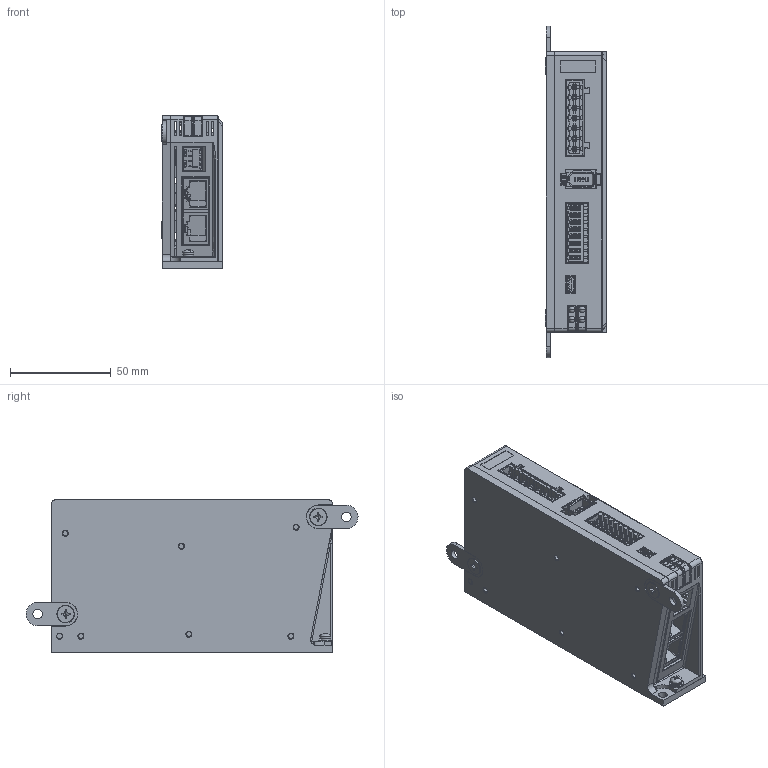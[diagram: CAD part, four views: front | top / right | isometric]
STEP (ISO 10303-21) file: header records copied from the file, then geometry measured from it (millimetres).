
FILE_DESCRIPTION(/* description */ (''),/* implementation_level */ '2;1');
FILE_NAME(/* name */ 'DF3E-0410-A+0206-官网图',/* time_stamp */ '2023-02-08T11:34:47+08:00',/* author */ (''),/* organization */ (''),/* preprocessor_version */ 'ST-DEVELOPER v15',/* originating_system */ '',/* authorisation */ '');
FILE_SCHEMA (('AUTOMOTIVE_DESIGN'));
Products named in the file (1): Document
Bounding box: 30.3 x 164.38 x 75.6 mm (x, y, z)
Surface area: 79120.3 mm2 (no closed solid volume)
Topology: 0 solids, 2690 shells, 2690 faces, 14666 edges, 14594 vertices
Faces by surface type: plane 1547, bspline 1143
Entity records: 166668 total; most frequent: CARTESIAN_POINT 89807, ORIENTED_EDGE 14598, EDGE_CURVE 14598, VERTEX_POINT 14594, B_SPLINE_CURVE_WITH_KNOTS 11588, EDGE_LOOP 2949, PRESENTATION_LAYER_ASSIGNMENT 2690, SHELL_BASED_SURFACE_MODEL 2690
